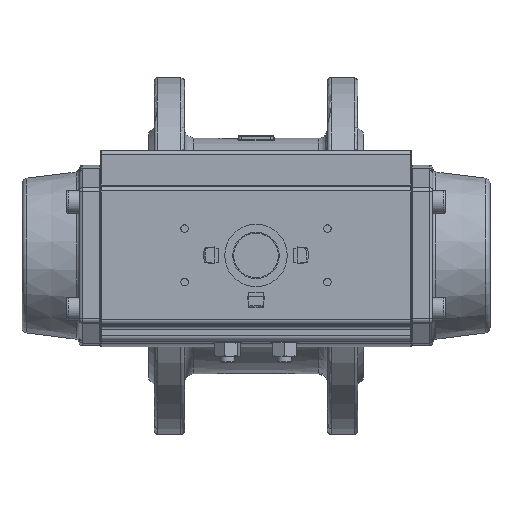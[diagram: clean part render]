
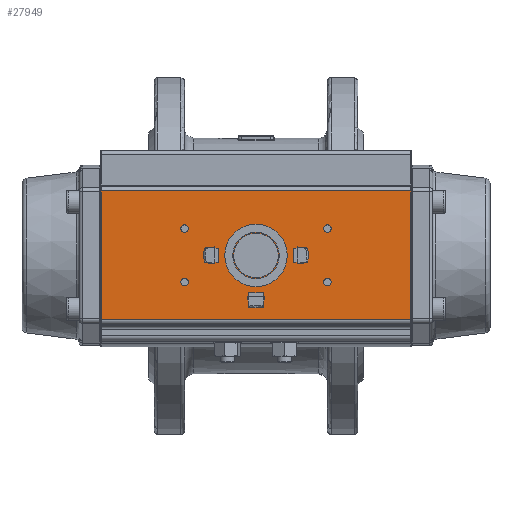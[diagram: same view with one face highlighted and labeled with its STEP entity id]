
A CAD part, top view. The second image highlights one B-rep face of the part: STEP entity #27949.
In plain terms, the highlighted planar face has unit normal (0, 0, 1).
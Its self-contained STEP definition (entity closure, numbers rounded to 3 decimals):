
#22899=CARTESIAN_POINT('',(86.724,-36.048,232.5));
#22900=VERTEX_POINT('',#22899);
#22908=CARTESIAN_POINT('',(-86.724,-36.048,232.5));
#22909=VERTEX_POINT('',#22908);
#22910=CARTESIAN_POINT('',(-86.724,-36.048,232.5));
#22911=DIRECTION('',(1.,-0.,-0.));
#22912=VECTOR('',#22911,173.449);
#22913=LINE('',#22910,#22912);
#22914=EDGE_CURVE('',#22909,#22900,#22913,.T.);
#22941=CARTESIAN_POINT('',(-86.724,36.052,232.5));
#22942=VERTEX_POINT('',#22941);
#22950=CARTESIAN_POINT('',(86.724,36.052,232.5));
#22951=VERTEX_POINT('',#22950);
#22952=CARTESIAN_POINT('',(86.724,36.052,232.5));
#22953=DIRECTION('',(-1.,0.,0.));
#22954=VECTOR('',#22953,173.449);
#22955=LINE('',#22952,#22954);
#22956=EDGE_CURVE('',#22951,#22942,#22955,.T.);
#23986=CARTESIAN_POINT('',(-42.1,-15.,232.5));
#23987=VERTEX_POINT('',#23986);
#23995=CARTESIAN_POINT('',(-37.9,-15.,232.5));
#23996=VERTEX_POINT('',#23995);
#24003=CARTESIAN_POINT('',(-40.,-15.,232.5));
#24004=DIRECTION('',(0.,-0.,1.));
#24005=DIRECTION('',(1.,-0.,-0.));
#24006=AXIS2_PLACEMENT_3D('',#24003,#24004,#24005);
#24007=CIRCLE('',#24006,2.1);
#24008=EDGE_CURVE('NONE',#23996,#23987,#24007,.T.);
#24018=CARTESIAN_POINT('',(-42.1,15.,232.5));
#24019=VERTEX_POINT('',#24018);
#24027=CARTESIAN_POINT('',(-37.9,15.,232.5));
#24028=VERTEX_POINT('',#24027);
#24035=CARTESIAN_POINT('',(-40.,15.,232.5));
#24036=DIRECTION('',(0.,-0.,1.));
#24037=DIRECTION('',(1.,-0.,-0.));
#24038=AXIS2_PLACEMENT_3D('',#24035,#24036,#24037);
#24039=CIRCLE('',#24038,2.1);
#24040=EDGE_CURVE('NONE',#24028,#24019,#24039,.T.);
#24050=CARTESIAN_POINT('',(37.9,-15.,232.5));
#24051=VERTEX_POINT('',#24050);
#24059=CARTESIAN_POINT('',(42.1,-15.,232.5));
#24060=VERTEX_POINT('',#24059);
#24067=CARTESIAN_POINT('',(40.,-15.,232.5));
#24068=DIRECTION('',(0.,-0.,1.));
#24069=DIRECTION('',(1.,-0.,-0.));
#24070=AXIS2_PLACEMENT_3D('',#24067,#24068,#24069);
#24071=CIRCLE('',#24070,2.1);
#24072=EDGE_CURVE('NONE',#24060,#24051,#24071,.T.);
#24082=CARTESIAN_POINT('',(37.9,15.,232.5));
#24083=VERTEX_POINT('',#24082);
#24091=CARTESIAN_POINT('',(42.1,15.,232.5));
#24092=VERTEX_POINT('',#24091);
#24099=CARTESIAN_POINT('',(40.,15.,232.5));
#24100=DIRECTION('',(0.,-0.,1.));
#24101=DIRECTION('',(1.,-0.,-0.));
#24102=AXIS2_PLACEMENT_3D('',#24099,#24100,#24101);
#24103=CIRCLE('',#24102,2.1);
#24104=EDGE_CURVE('NONE',#24092,#24083,#24103,.T.);
#24400=CARTESIAN_POINT('',(12.5,0.,232.5));
#24401=VERTEX_POINT('',#24400);
#24408=CARTESIAN_POINT('',(-12.5,0.,232.5));
#24409=VERTEX_POINT('',#24408);
#24410=CARTESIAN_POINT('',(0.,0.,232.5));
#24411=DIRECTION('',(-0.,-0.,-1.));
#24412=DIRECTION('',(-1.,0.,0.));
#24413=AXIS2_PLACEMENT_3D('',#24410,#24411,#24412);
#24414=CIRCLE('',#24413,12.5);
#24415=EDGE_CURVE('',#24409,#24401,#24414,.T.);
#27033=CARTESIAN_POINT('',(0.,0.,232.5));
#27034=DIRECTION('',(-0.,-0.,-1.));
#27035=DIRECTION('',(-1.,0.,0.));
#27036=AXIS2_PLACEMENT_3D('',#27033,#27034,#27035);
#27037=CIRCLE('',#27036,12.5);
#27038=EDGE_CURVE('',#24401,#24409,#27037,.T.);
#27167=CARTESIAN_POINT('',(40.,15.,232.5));
#27168=DIRECTION('',(0.,-0.,1.));
#27169=DIRECTION('',(1.,-0.,-0.));
#27170=AXIS2_PLACEMENT_3D('',#27167,#27168,#27169);
#27171=CIRCLE('',#27170,2.1);
#27172=EDGE_CURVE('NONE',#24083,#24092,#27171,.T.);
#27185=CARTESIAN_POINT('',(40.,-15.,232.5));
#27186=DIRECTION('',(0.,-0.,1.));
#27187=DIRECTION('',(1.,-0.,-0.));
#27188=AXIS2_PLACEMENT_3D('',#27185,#27186,#27187);
#27189=CIRCLE('',#27188,2.1);
#27190=EDGE_CURVE('NONE',#24051,#24060,#27189,.T.);
#27203=CARTESIAN_POINT('',(-40.,15.,232.5));
#27204=DIRECTION('',(0.,-0.,1.));
#27205=DIRECTION('',(1.,-0.,-0.));
#27206=AXIS2_PLACEMENT_3D('',#27203,#27204,#27205);
#27207=CIRCLE('',#27206,2.1);
#27208=EDGE_CURVE('NONE',#24019,#24028,#27207,.T.);
#27221=CARTESIAN_POINT('',(-40.,-15.,232.5));
#27222=DIRECTION('',(0.,-0.,1.));
#27223=DIRECTION('',(1.,-0.,-0.));
#27224=AXIS2_PLACEMENT_3D('',#27221,#27222,#27223);
#27225=CIRCLE('',#27224,2.1);
#27226=EDGE_CURVE('NONE',#23987,#23996,#27225,.T.);
#27908=CARTESIAN_POINT('',(87.,-38.,232.5));
#27909=DIRECTION('',(-0.,-0.,-1.));
#27910=DIRECTION('',(0.,1.,-0.));
#27911=AXIS2_PLACEMENT_3D('',#27908,#27909,#27910);
#27912=PLANE('',#27911);
#27913=ORIENTED_EDGE('',*,*,#24008,.F.);
#27914=ORIENTED_EDGE('',*,*,#27226,.F.);
#27915=EDGE_LOOP('',(#27913,#27914));
#27916=FACE_BOUND('',#27915,.T.);
#27917=ORIENTED_EDGE('',*,*,#24040,.F.);
#27918=ORIENTED_EDGE('',*,*,#27208,.F.);
#27919=EDGE_LOOP('',(#27917,#27918));
#27920=FACE_BOUND('',#27919,.T.);
#27921=ORIENTED_EDGE('',*,*,#24072,.F.);
#27922=ORIENTED_EDGE('',*,*,#27190,.F.);
#27923=EDGE_LOOP('',(#27921,#27922));
#27924=FACE_BOUND('',#27923,.T.);
#27925=ORIENTED_EDGE('',*,*,#24104,.F.);
#27926=ORIENTED_EDGE('',*,*,#27172,.F.);
#27927=EDGE_LOOP('',(#27925,#27926));
#27928=FACE_BOUND('',#27927,.T.);
#27929=ORIENTED_EDGE('',*,*,#22956,.T.);
#27930=CARTESIAN_POINT('',(-86.724,36.052,232.5));
#27931=DIRECTION('',(-0.,-1.,0.));
#27932=VECTOR('',#27931,72.1);
#27933=LINE('',#27930,#27932);
#27934=EDGE_CURVE('',#22942,#22909,#27933,.T.);
#27935=ORIENTED_EDGE('',*,*,#27934,.T.);
#27936=ORIENTED_EDGE('',*,*,#22914,.T.);
#27937=CARTESIAN_POINT('',(86.724,-36.048,232.5));
#27938=DIRECTION('',(0.,1.,-0.));
#27939=VECTOR('',#27938,72.1);
#27940=LINE('',#27937,#27939);
#27941=EDGE_CURVE('',#22900,#22951,#27940,.T.);
#27942=ORIENTED_EDGE('',*,*,#27941,.T.);
#27943=EDGE_LOOP('',(#27929,#27935,#27936,#27942));
#27944=FACE_BOUND('',#27943,.T.);
#27945=ORIENTED_EDGE('',*,*,#27038,.T.);
#27946=ORIENTED_EDGE('',*,*,#24415,.T.);
#27947=EDGE_LOOP('',(#27945,#27946));
#27948=FACE_BOUND('',#27947,.T.);
#27949=ADVANCED_FACE('',(#27916,#27920,#27924,#27928,#27944,#27948),#27912,.F.);
